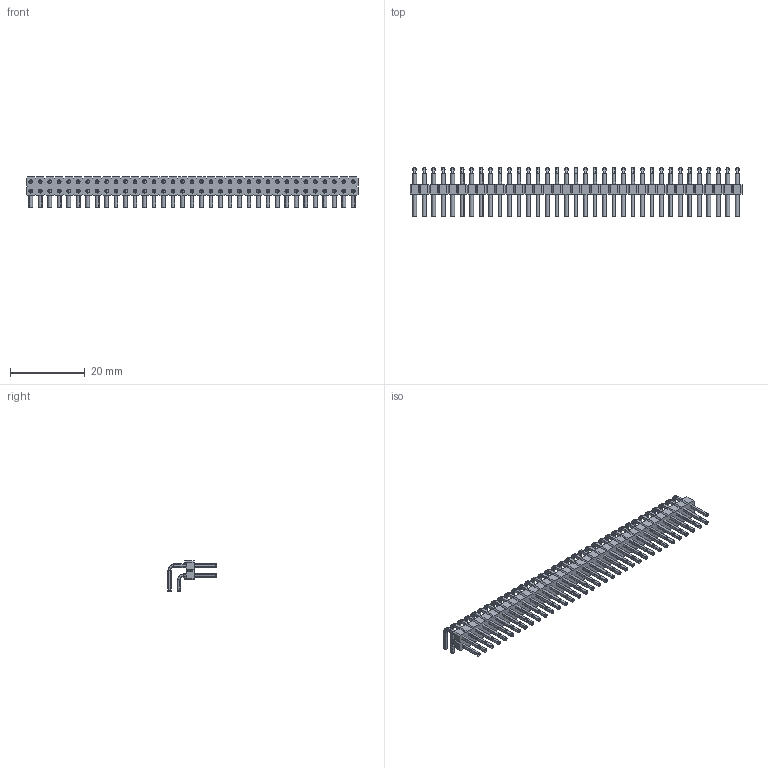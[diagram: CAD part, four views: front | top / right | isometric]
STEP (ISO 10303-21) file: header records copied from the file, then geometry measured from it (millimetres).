
FILE_DESCRIPTION(/* description */ ('-'),/* implementation_level */ '2;1');
FILE_NAME(/* name */ 'Stiftleiste, RM 2,54 mm - 6-3 mm, gewinkelt 90° stehend - 2 x 35 - schwarz',/* time_stamp */ '2022-04-29T18:37:10+02:00',/* author */ ('c.wilms'),/* organization */ ('-'),/* preprocessor_version */ 'ST-DEVELOPER v16.7',/* originating_system */ 'Solid Edge',/* authorisation */ 'Unknown');
FILE_SCHEMA (('AUTOMOTIVE_DESIGN {1 0 10303 214 3 1 1}'));
Length unit declared in the file: millimetre
Products named in the file (4): Stiftleiste, RM 2,54 mm - 6-3 mm, gewinkelt 90° stehend - 2 x 35 - sc
hwarz; Stiftleiste, RM 2,54 mm - Träger - 2 x 35 - schwarz; Stiftleiste, RM 2,54 mm - Stift, Reihe 1 -  6-3 mm, gewinkelt 90° ste
hend; Stiftleiste, RM 2,54 mm - Stift, Reihe 2 -  6-3 mm, gewinkelt 90° ste
hend
Assembly tree (71 placements, depth 2):
  Stiftleiste, RM 2,54 mm - 6-3 mm, gewinkelt 90° stehend - 2 x 35 - sc
hwarz
    Stiftleiste, RM 2,54 mm - Träger - 2 x 35 - schwarz
    Stiftleiste, RM 2,54 mm - Stift, Reihe 1 -  6-3 mm, gewinkelt 90° ste
hend  x35
    Stiftleiste, RM 2,54 mm - Stift, Reihe 2 -  6-3 mm, gewinkelt 90° ste
hend  x35
Bounding box: 88.9 x 13.1 x 8.08 mm (x, y, z)
Volume: 1359.7 mm3; surface area: 7800.1 mm2
Topology: 71 solids, 211 shells, 3024 faces, 8086 edges, 5204 vertices
Faces by surface type: plane 1624, cylinder 1120, torus 280
Full cylindrical faces by diameter (mm): 1 x140
Entity records: 29277 total; most frequent: CARTESIAN_POINT 5094, ORIENTED_EDGE 5004, DIRECTION 4978, EDGE_CURVE 2506, LINE 1874, VECTOR 1874, VERTEX_POINT 1668, AXIS2_PLACEMENT_3D 1552
